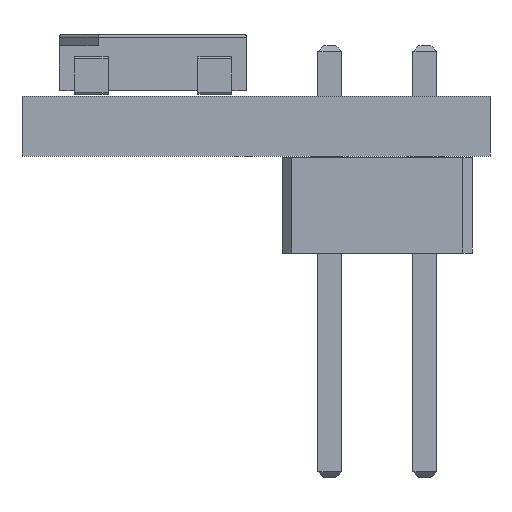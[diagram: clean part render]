
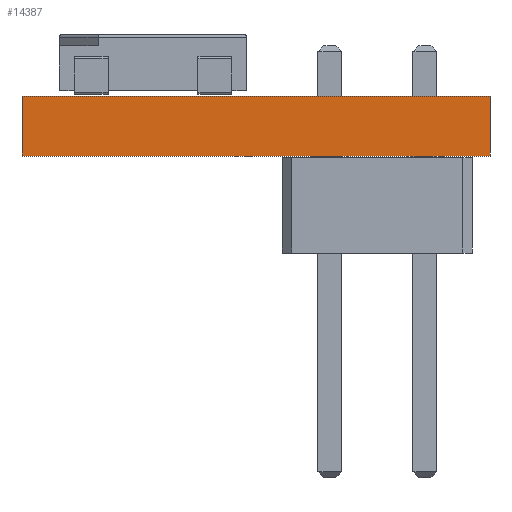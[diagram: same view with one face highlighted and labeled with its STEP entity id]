
A CAD part, left-side view. The second image highlights one B-rep face of the part: STEP entity #14387.
In plain terms, the highlighted planar face has unit normal (-1, 0, 0).
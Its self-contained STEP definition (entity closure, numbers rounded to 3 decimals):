
#13751 = PLANE('',#13752);
#13752 = AXIS2_PLACEMENT_3D('',#13753,#13754,#13755);
#13753 = CARTESIAN_POINT('',(98.,-122.,0.));
#13754 = DIRECTION('',(0.,1.,0.));
#13755 = DIRECTION('',(1.,0.,0.));
#13779 = PLANE('',#13780);
#13780 = AXIS2_PLACEMENT_3D('',#13781,#13782,#13783);
#13781 = CARTESIAN_POINT('',(103.,-115.75,1.6));
#13782 = DIRECTION('',(0.,0.,1.));
#13783 = DIRECTION('',(1.,0.,-0.));
#13807 = PLANE('',#13808);
#13808 = AXIS2_PLACEMENT_3D('',#13809,#13810,#13811);
#13809 = CARTESIAN_POINT('',(108.,-109.5,0.));
#13810 = DIRECTION('',(0.,-1.,0.));
#13811 = DIRECTION('',(-1.,0.,0.));
#13833 = PLANE('',#13834);
#13834 = AXIS2_PLACEMENT_3D('',#13835,#13836,#13837);
#13835 = CARTESIAN_POINT('',(103.,-115.75,0.));
#13836 = DIRECTION('',(0.,0.,1.));
#13837 = DIRECTION('',(1.,0.,-0.));
#13848 = EDGE_CURVE('',#13849,#13851,#13853,.T.);
#13849 = VERTEX_POINT('',#13850);
#13850 = CARTESIAN_POINT('',(98.,-122.,0.));
#13851 = VERTEX_POINT('',#13852);
#13852 = CARTESIAN_POINT('',(98.,-122.,1.6));
#13853 = SURFACE_CURVE('',#13854,(#13858,#13865),.PCURVE_S1.);
#13854 = LINE('',#13855,#13856);
#13855 = CARTESIAN_POINT('',(98.,-122.,0.));
#13856 = VECTOR('',#13857,1.);
#13857 = DIRECTION('',(0.,0.,1.));
#13858 = PCURVE('',#13751,#13859);
#13859 = DEFINITIONAL_REPRESENTATION('',(#13860),#13864);
#13860 = LINE('',#13861,#13862);
#13861 = CARTESIAN_POINT('',(0.,0.));
#13862 = VECTOR('',#13863,1.);
#13863 = DIRECTION('',(0.,-1.));
#13864 = ( GEOMETRIC_REPRESENTATION_CONTEXT(2) 
PARAMETRIC_REPRESENTATION_CONTEXT() REPRESENTATION_CONTEXT('2D SPACE',''
  ) );
#13865 = PCURVE('',#13866,#13871);
#13866 = PLANE('',#13867);
#13867 = AXIS2_PLACEMENT_3D('',#13868,#13869,#13870);
#13868 = CARTESIAN_POINT('',(98.,-109.5,0.));
#13869 = DIRECTION('',(1.,0.,-0.));
#13870 = DIRECTION('',(0.,-1.,0.));
#13871 = DEFINITIONAL_REPRESENTATION('',(#13872),#13876);
#13872 = LINE('',#13873,#13874);
#13873 = CARTESIAN_POINT('',(12.5,0.));
#13874 = VECTOR('',#13875,1.);
#13875 = DIRECTION('',(0.,-1.));
#13876 = ( GEOMETRIC_REPRESENTATION_CONTEXT(2) 
PARAMETRIC_REPRESENTATION_CONTEXT() REPRESENTATION_CONTEXT('2D SPACE',''
  ) );
#13926 = VERTEX_POINT('',#13927);
#13927 = CARTESIAN_POINT('',(98.,-109.5,1.6));
#13948 = EDGE_CURVE('',#13949,#13926,#13951,.T.);
#13949 = VERTEX_POINT('',#13950);
#13950 = CARTESIAN_POINT('',(98.,-109.5,0.));
#13951 = SURFACE_CURVE('',#13952,(#13956,#13963),.PCURVE_S1.);
#13952 = LINE('',#13953,#13954);
#13953 = CARTESIAN_POINT('',(98.,-109.5,0.));
#13954 = VECTOR('',#13955,1.);
#13955 = DIRECTION('',(0.,0.,1.));
#13956 = PCURVE('',#13807,#13957);
#13957 = DEFINITIONAL_REPRESENTATION('',(#13958),#13962);
#13958 = LINE('',#13959,#13960);
#13959 = CARTESIAN_POINT('',(10.,0.));
#13960 = VECTOR('',#13961,1.);
#13961 = DIRECTION('',(0.,-1.));
#13962 = ( GEOMETRIC_REPRESENTATION_CONTEXT(2) 
PARAMETRIC_REPRESENTATION_CONTEXT() REPRESENTATION_CONTEXT('2D SPACE',''
  ) );
#13963 = PCURVE('',#13866,#13964);
#13964 = DEFINITIONAL_REPRESENTATION('',(#13965),#13969);
#13965 = LINE('',#13966,#13967);
#13966 = CARTESIAN_POINT('',(0.,0.));
#13967 = VECTOR('',#13968,1.);
#13968 = DIRECTION('',(0.,-1.));
#13969 = ( GEOMETRIC_REPRESENTATION_CONTEXT(2) 
PARAMETRIC_REPRESENTATION_CONTEXT() REPRESENTATION_CONTEXT('2D SPACE',''
  ) );
#13997 = EDGE_CURVE('',#13949,#13849,#13998,.T.);
#13998 = SURFACE_CURVE('',#13999,(#14003,#14010),.PCURVE_S1.);
#13999 = LINE('',#14000,#14001);
#14000 = CARTESIAN_POINT('',(98.,-109.5,0.));
#14001 = VECTOR('',#14002,1.);
#14002 = DIRECTION('',(0.,-1.,0.));
#14003 = PCURVE('',#13833,#14004);
#14004 = DEFINITIONAL_REPRESENTATION('',(#14005),#14009);
#14005 = LINE('',#14006,#14007);
#14006 = CARTESIAN_POINT('',(-5.,6.25));
#14007 = VECTOR('',#14008,1.);
#14008 = DIRECTION('',(0.,-1.));
#14009 = ( GEOMETRIC_REPRESENTATION_CONTEXT(2) 
PARAMETRIC_REPRESENTATION_CONTEXT() REPRESENTATION_CONTEXT('2D SPACE',''
  ) );
#14010 = PCURVE('',#13866,#14011);
#14011 = DEFINITIONAL_REPRESENTATION('',(#14012),#14016);
#14012 = LINE('',#14013,#14014);
#14013 = CARTESIAN_POINT('',(0.,0.));
#14014 = VECTOR('',#14015,1.);
#14015 = DIRECTION('',(1.,0.));
#14016 = ( GEOMETRIC_REPRESENTATION_CONTEXT(2) 
PARAMETRIC_REPRESENTATION_CONTEXT() REPRESENTATION_CONTEXT('2D SPACE',''
  ) );
#14210 = EDGE_CURVE('',#13926,#13851,#14211,.T.);
#14211 = SURFACE_CURVE('',#14212,(#14216,#14223),.PCURVE_S1.);
#14212 = LINE('',#14213,#14214);
#14213 = CARTESIAN_POINT('',(98.,-109.5,1.6));
#14214 = VECTOR('',#14215,1.);
#14215 = DIRECTION('',(0.,-1.,0.));
#14216 = PCURVE('',#13779,#14217);
#14217 = DEFINITIONAL_REPRESENTATION('',(#14218),#14222);
#14218 = LINE('',#14219,#14220);
#14219 = CARTESIAN_POINT('',(-5.,6.25));
#14220 = VECTOR('',#14221,1.);
#14221 = DIRECTION('',(0.,-1.));
#14222 = ( GEOMETRIC_REPRESENTATION_CONTEXT(2) 
PARAMETRIC_REPRESENTATION_CONTEXT() REPRESENTATION_CONTEXT('2D SPACE',''
  ) );
#14223 = PCURVE('',#13866,#14224);
#14224 = DEFINITIONAL_REPRESENTATION('',(#14225),#14229);
#14225 = LINE('',#14226,#14227);
#14226 = CARTESIAN_POINT('',(0.,-1.6));
#14227 = VECTOR('',#14228,1.);
#14228 = DIRECTION('',(1.,0.));
#14229 = ( GEOMETRIC_REPRESENTATION_CONTEXT(2) 
PARAMETRIC_REPRESENTATION_CONTEXT() REPRESENTATION_CONTEXT('2D SPACE',''
  ) );
#14387 = ADVANCED_FACE('',(#14388),#13866,.F.);
#14388 = FACE_BOUND('',#14389,.F.);
#14389 = EDGE_LOOP('',(#14390,#14391,#14392,#14393));
#14390 = ORIENTED_EDGE('',*,*,#13948,.T.);
#14391 = ORIENTED_EDGE('',*,*,#14210,.T.);
#14392 = ORIENTED_EDGE('',*,*,#13848,.F.);
#14393 = ORIENTED_EDGE('',*,*,#13997,.F.);
